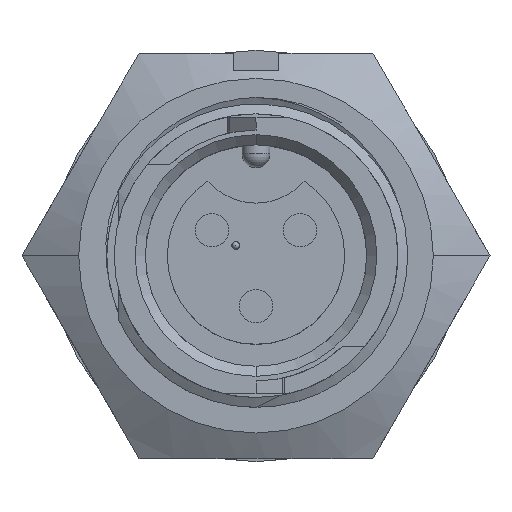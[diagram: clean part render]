
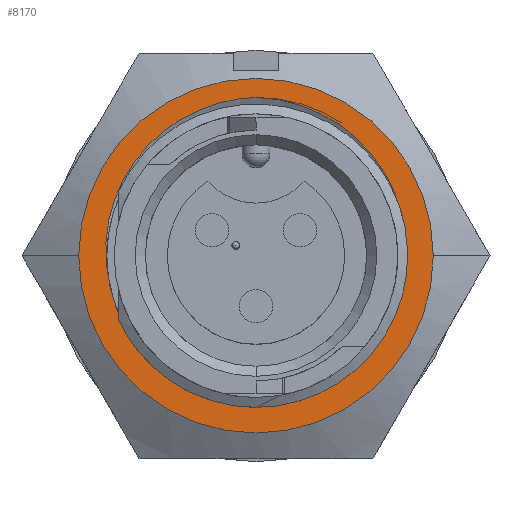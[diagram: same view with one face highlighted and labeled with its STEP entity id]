
A CAD part, top view. The second image highlights one B-rep face of the part: STEP entity #8170.
In plain terms, the highlighted planar face has unit normal (0, 0, 1).
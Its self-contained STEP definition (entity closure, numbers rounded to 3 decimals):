
#27 = DIRECTION ( 'NONE',  ( 0., 0., 1. ) ) ;
#39 = CARTESIAN_POINT ( 'NONE',  ( 0.286, 7.929, -6.216 ) ) ;
#60 = CARTESIAN_POINT ( 'NONE',  ( -5.552, 5.41, -6.216 ) ) ;
#81 = EDGE_CURVE ( 'NONE', #3412, #11581, #5374, .T. ) ;
#110 = CARTESIAN_POINT ( 'NONE',  ( 2.774, 7.36, -6.216 ) ) ;
#136 = CARTESIAN_POINT ( 'NONE',  ( -7.225, 2.475, -6.216 ) ) ;
#201 = CARTESIAN_POINT ( 'NONE',  ( -2.787, 7.354, -6.216 ) ) ;
#244 = CARTESIAN_POINT ( 'NONE',  ( 7.334, -1.47, -6.216 ) ) ;
#489 = CARTESIAN_POINT ( 'NONE',  ( -8.89, 0., -6.216 ) ) ;
#575 = VERTEX_POINT ( 'NONE', #489 ) ;
#703 = DIRECTION ( 'NONE',  ( 0., 0., -1. ) ) ;
#730 = FACE_OUTER_BOUND ( 'NONE', #4343, .T. ) ;
#956 = CARTESIAN_POINT ( 'NONE',  ( 4.269, 6.536, -6.216 ) ) ;
#1045 = CARTESIAN_POINT ( 'NONE',  ( -7.536, 0.794, -6.216 ) ) ;
#1190 = CARTESIAN_POINT ( 'NONE',  ( -6.251, 4.521, -6.216 ) ) ;
#1208 = ORIENTED_EDGE ( 'NONE', *, *, #3688, .F. ) ;
#1262 = CARTESIAN_POINT ( 'NONE',  ( -6.555, 4.03, -6.216 ) ) ;
#1440 = CARTESIAN_POINT ( 'NONE',  ( 7.532, -0.351, -6.216 ) ) ;
#2035 = CARTESIAN_POINT ( 'NONE',  ( 0., 7.938, -6.216 ) ) ;
#2270 = CARTESIAN_POINT ( 'NONE',  ( -7.334, -1.47, -6.216 ) ) ;
#2315 = CARTESIAN_POINT ( 'NONE',  ( 7.047, 2.994, -6.216 ) ) ;
#2339 = CARTESIAN_POINT ( 'NONE',  ( -7.534, -0.057, -6.216 ) ) ;
#2682 = ORIENTED_EDGE ( 'NONE', *, *, #81, .F. ) ;
#3089 = EDGE_CURVE ( 'NONE', #12330, #11581, #4982, .T. ) ;
#3316 = CARTESIAN_POINT ( 'NONE',  ( 1.417, 7.769, -6.216 ) ) ;
#3412 = VERTEX_POINT ( 'NONE', #5599 ) ;
#3471 = CARTESIAN_POINT ( 'NONE',  ( -5.156, 5.813, -6.216 ) ) ;
#3658 = CARTESIAN_POINT ( 'NONE',  ( 7.466, -0.913, -6.216 ) ) ;
#3688 = EDGE_CURVE ( 'NONE', #575, #8086, #12290, .T. ) ;
#3726 = CARTESIAN_POINT ( 'NONE',  ( 7.23, 2.457, -6.216 ) ) ;
#3729 = PLANE ( 'NONE',  #8220 ) ;
#4043 = AXIS2_PLACEMENT_3D ( 'NONE', #9721, #27, #11899 ) ;
#4343 = EDGE_LOOP ( 'NONE', ( #1208, #7885 ) ) ;
#4443 = CARTESIAN_POINT ( 'NONE',  ( 3.795, 6.845, -6.216 ) ) ;
#4537 = CARTESIAN_POINT ( 'NONE',  ( -1.142, 7.839, -6.216 ) ) ;
#4722 = CARTESIAN_POINT ( 'NONE',  ( 6.557, 4.028, -6.216 ) ) ;
#4982 = B_SPLINE_CURVE_WITH_KNOTS ( 'NONE', 3,
 ( #2035, #39, #6360, #8666, #3316, #5505, #110, #4443, #956, #5303, #13376, #8941, #4722, #2315, #3726, #5779, #13171, #1440, #3658, #244 ),
 .UNSPECIFIED., .F., .F.,
 ( 4, 2, 2, 2, 2, 2, 2, 2, 2, 4 ),
 ( 0., 0.001, 0.002, 0.003, 0.005, 0.007, 0.009, 0.01, 0.012, 0.014 ),
 .UNSPECIFIED. ) ;
#5071 = CARTESIAN_POINT ( 'NONE',  ( -5.866, -10.16, -6.216 ) ) ;
#5239 = CARTESIAN_POINT ( 'NONE',  ( 0., 0., -6.216 ) ) ;
#5303 = CARTESIAN_POINT ( 'NONE',  ( 5.145, 5.822, -6.216 ) ) ;
#5374 = CIRCLE ( 'NONE', #4043, 7.48 ) ;
#5391 = CARTESIAN_POINT ( 'NONE',  ( -7.04, 3.009, -6.216 ) ) ;
#5459 = CARTESIAN_POINT ( 'NONE',  ( -7.45, -0.91, -6.216 ) ) ;
#5505 = CARTESIAN_POINT ( 'NONE',  ( 2.242, 7.558, -6.216 ) ) ;
#5599 = CARTESIAN_POINT ( 'NONE',  ( -7.334, -1.47, -6.216 ) ) ;
#5779 = CARTESIAN_POINT ( 'NONE',  ( 7.475, 1.355, -6.216 ) ) ;
#6360 = CARTESIAN_POINT ( 'NONE',  ( 0.57, 7.904, -6.216 ) ) ;
#6449 = CARTESIAN_POINT ( 'NONE',  ( -7.475, 1.358, -6.216 ) ) ;
#6584 = CARTESIAN_POINT ( 'NONE',  ( -3.795, 6.844, -6.216 ) ) ;
#6754 = EDGE_CURVE ( 'NONE', #3412, #12330, #13450, .T. ) ;
#6913 = EDGE_LOOP ( 'NONE', ( #9874, #10986, #2682 ) ) ;
#7142 = DIRECTION ( 'NONE',  ( 0., 0., -1. ) ) ;
#7578 = CARTESIAN_POINT ( 'NONE',  ( -0.572, 7.92, -6.216 ) ) ;
#7715 = CARTESIAN_POINT ( 'NONE',  ( -7.517, -0.343, -6.216 ) ) ;
#7779 = CARTESIAN_POINT ( 'NONE',  ( -4.27, 6.536, -6.216 ) ) ;
#7885 = ORIENTED_EDGE ( 'NONE', *, *, #10246, .F. ) ;
#8086 = VERTEX_POINT ( 'NONE', #11333 ) ;
#8170 = ADVANCED_FACE ( 'NONE', ( #10429, #730 ), #3729, .F. ) ;
#8205 = DIRECTION ( 'NONE',  ( -1., 0., 0. ) ) ;
#8220 = AXIS2_PLACEMENT_3D ( 'NONE', #5071, #9353, #13662 ) ;
#8666 = CARTESIAN_POINT ( 'NONE',  ( 1.136, 7.824, -6.216 ) ) ;
#8941 = CARTESIAN_POINT ( 'NONE',  ( 6.255, 4.516, -6.216 ) ) ;
#9080 = CARTESIAN_POINT ( 'NONE',  ( 0., 7.938, -6.216 ) ) ;
#9324 = CARTESIAN_POINT ( 'NONE',  ( 0., 0., -6.216 ) ) ;
#9353 = DIRECTION ( 'NONE',  ( 0., 0., -1. ) ) ;
#9686 = CARTESIAN_POINT ( 'NONE',  ( -2.248, 7.557, -6.216 ) ) ;
#9721 = CARTESIAN_POINT ( 'NONE',  ( 0., 0., -6.216 ) ) ;
#9874 = ORIENTED_EDGE ( 'NONE', *, *, #6754, .T. ) ;
#10029 = CARTESIAN_POINT ( 'NONE',  ( 7.334, -1.47, -6.216 ) ) ;
#10246 = EDGE_CURVE ( 'NONE', #8086, #575, #12288, .T. ) ;
#10429 = FACE_BOUND ( 'NONE', #6913, .T. ) ;
#10950 = CARTESIAN_POINT ( 'NONE',  ( 0., 7.938, -6.216 ) ) ;
#10986 = ORIENTED_EDGE ( 'NONE', *, *, #3089, .T. ) ;
#11333 = CARTESIAN_POINT ( 'NONE',  ( 8.89, 0., -6.216 ) ) ;
#11581 = VERTEX_POINT ( 'NONE', #10029 ) ;
#11899 = DIRECTION ( 'NONE',  ( 1., 0., 0. ) ) ;
#12137 = CARTESIAN_POINT ( 'NONE',  ( -7.4, -1.192, -6.216 ) ) ;
#12288 = CIRCLE ( 'NONE', #13632, 8.89 ) ;
#12290 = CIRCLE ( 'NONE', #13634, 8.89 ) ;
#12330 = VERTEX_POINT ( 'NONE', #9080 ) ;
#13171 = CARTESIAN_POINT ( 'NONE',  ( 7.537, 0.781, -6.216 ) ) ;
#13376 = CARTESIAN_POINT ( 'NONE',  ( 5.55, 5.413, -6.216 ) ) ;
#13450 = B_SPLINE_CURVE_WITH_KNOTS ( 'NONE', 3,
 ( #2270, #12137, #5459, #7715, #2339, #1045, #6449, #136, #5391, #1262, #1190, #60, #3471, #7779, #6584, #201, #9686, #4537, #7578, #10950 ),
 .UNSPECIFIED., .F., .F.,
 ( 4, 2, 2, 2, 2, 2, 2, 2, 2, 4 ),
 ( 0., 0.001, 0.002, 0.003, 0.005, 0.007, 0.009, 0.01, 0.012, 0.014 ),
 .UNSPECIFIED. ) ;
#13632 = AXIS2_PLACEMENT_3D ( 'NONE', #9324, #703, #8205 ) ;
#13634 = AXIS2_PLACEMENT_3D ( 'NONE', #5239, #7142, #13826 ) ;
#13662 = DIRECTION ( 'NONE',  ( -1., 0., 0. ) ) ;
#13826 = DIRECTION ( 'NONE',  ( -1., 0., 0. ) ) ;
